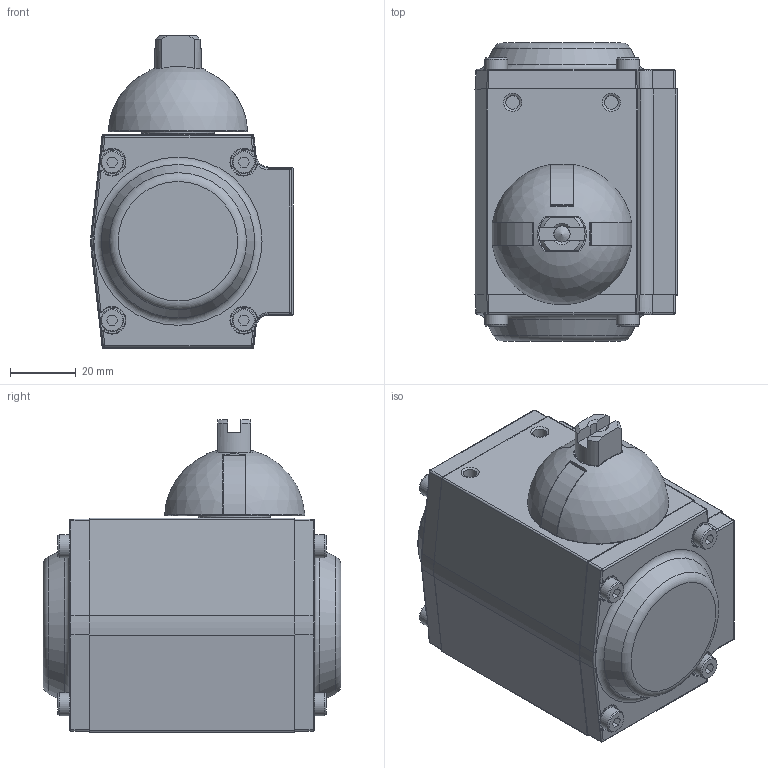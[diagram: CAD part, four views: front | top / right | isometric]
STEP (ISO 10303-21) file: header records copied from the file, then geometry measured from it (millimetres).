
FILE_DESCRIPTION(/* description */ ('Unknown'),/* implementation_level */ '2;1');
FILE_NAME(/* name */ 'GTA-34X90',/* time_stamp */ '2018-10-01T11:18:43+02:00',/* author */ ('Unknown'),/* organization */ ('Unknown'),/* preprocessor_version */ 'ST-DEVELOPER v16.7',/* originating_system */ 'DEX',/* authorisation */ $);
FILE_SCHEMA (('AUTOMOTIVE_DESIGN { 1 0 10303 214 3 1 1 }','AUTOMOTIVE_DESIGN {1 0 10303 214 3 1 1}'));
Length unit declared in the file: millimetre
Products named in the file (1): GTA-34X90
Bounding box: 61.48 x 90.5 x 94.9 mm (x, y, z)
Surface area: 41372.3 mm2 (no closed solid volume)
Topology: 0 solids, 24 shells, 415 faces, 1240 edges, 807 vertices
Faces by surface type: plane 165, cylinder 127, cone 53, bspline 30, torus 26, sphere 14
Full cylindrical faces by diameter (mm): 4.134 x4, 4.2 x6, 4.917 x1, 7 x8, 8.7 x2, 12 x1, 14 x1, 14.5 x1, 22 x1, 24.8 x1, 25.3 x1
Entity records: 14205 total; most frequent: CARTESIAN_POINT 3515, DIRECTION 2262, ORIENTED_EDGE 1906, EDGE_CURVE 1110, AXIS2_PLACEMENT_3D 875, VERTEX_POINT 778, FACE_BOUND 543, EDGE_LOOP 533
